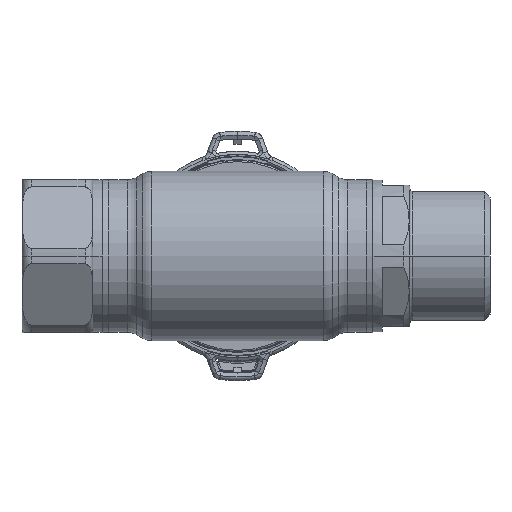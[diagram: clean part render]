
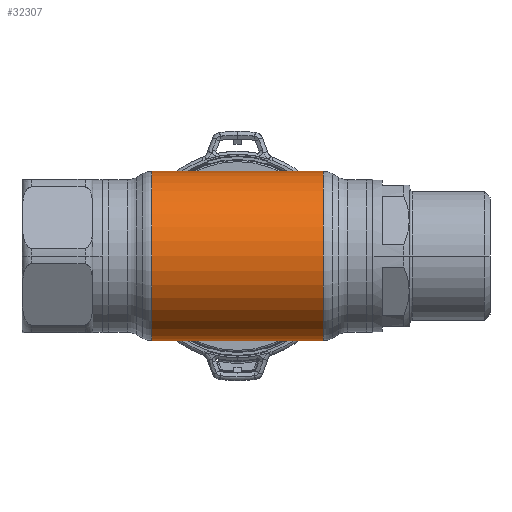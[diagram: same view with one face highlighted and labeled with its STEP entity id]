
A CAD part, front view. The second image highlights one B-rep face of the part: STEP entity #32307.
In plain terms, the highlighted cylindrical face has radius 27.5 mm (diameter 55 mm), a partial arc.
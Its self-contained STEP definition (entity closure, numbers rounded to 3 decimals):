
#68 = VERTEX_POINT ( 'NONE', #29687 ) ;
#438 = CARTESIAN_POINT ( 'NONE',  ( 27.785, 0., 27.5 ) ) ;
#1215 = ORIENTED_EDGE ( 'NONE', *, *, #1538, .T. ) ;
#1538 = EDGE_CURVE ( 'NONE', #31582, #17936, #37953, .T. ) ;
#6201 = CARTESIAN_POINT ( 'NONE',  ( -62.69, 0., 0. ) ) ;
#6484 = CARTESIAN_POINT ( 'NONE',  ( -27.785, 0., 27.5 ) ) ;
#6593 = CYLINDRICAL_SURFACE ( 'NONE', #33330, 27.5 ) ;
#6939 = DIRECTION ( 'NONE',  ( 0., 0., 1. ) ) ;
#8407 = CARTESIAN_POINT ( 'NONE',  ( -62.69, 0., 27.5 ) ) ;
#9627 = EDGE_CURVE ( 'NONE', #29439, #31582, #34481, .T. ) ;
#9857 = EDGE_CURVE ( 'NONE', #68, #17936, #23212, .T. ) ;
#9950 = AXIS2_PLACEMENT_3D ( 'NONE', #17396, #35137, #23144 ) ;
#11963 = ORIENTED_EDGE ( 'NONE', *, *, #9857, .F. ) ;
#14090 = DIRECTION ( 'NONE',  ( -1., 0., 0. ) ) ;
#15086 = CARTESIAN_POINT ( 'NONE',  ( 27.785, 0., -27.5 ) ) ;
#15753 = ORIENTED_EDGE ( 'NONE', *, *, #23112, .F. ) ;
#16126 = ORIENTED_EDGE ( 'NONE', *, *, #9627, .T. ) ;
#16175 = DIRECTION ( 'NONE',  ( -1., 0., 0. ) ) ;
#17396 = CARTESIAN_POINT ( 'NONE',  ( 27.785, 0., 0. ) ) ;
#17831 = FACE_OUTER_BOUND ( 'NONE', #27452, .T. ) ;
#17936 = VERTEX_POINT ( 'NONE', #6484 ) ;
#18226 = DIRECTION ( 'NONE',  ( -1., 0., 0. ) ) ;
#18554 = LINE ( 'NONE', #18960, #36868 ) ;
#18960 = CARTESIAN_POINT ( 'NONE',  ( -62.69, 0., -27.5 ) ) ;
#23112 = EDGE_CURVE ( 'NONE', #29439, #68, #18554, .T. ) ;
#23144 = DIRECTION ( 'NONE',  ( 0., 0., 1. ) ) ;
#23212 = CIRCLE ( 'NONE', #29496, 27.5 ) ;
#24708 = CARTESIAN_POINT ( 'NONE',  ( -27.785, 0., 0. ) ) ;
#25293 = DIRECTION ( 'NONE',  ( -1., 0., 0. ) ) ;
#27452 = EDGE_LOOP ( 'NONE', ( #15753, #16126, #1215, #11963 ) ) ;
#29439 = VERTEX_POINT ( 'NONE', #15086 ) ;
#29496 = AXIS2_PLACEMENT_3D ( 'NONE', #24708, #25293, #6939 ) ;
#29687 = CARTESIAN_POINT ( 'NONE',  ( -27.785, 0., -27.5 ) ) ;
#31582 = VERTEX_POINT ( 'NONE', #438 ) ;
#32307 = ADVANCED_FACE ( 'NONE', ( #17831 ), #6593, .T. ) ;
#33189 = DIRECTION ( 'NONE',  ( 0., 0., 1. ) ) ;
#33330 = AXIS2_PLACEMENT_3D ( 'NONE', #6201, #18226, #33189 ) ;
#34481 = CIRCLE ( 'NONE', #9950, 27.5 ) ;
#35137 = DIRECTION ( 'NONE',  ( -1., 0., 0. ) ) ;
#36410 = VECTOR ( 'NONE', #14090, 1000. ) ;
#36868 = VECTOR ( 'NONE', #16175, 1000. ) ;
#37953 = LINE ( 'NONE', #8407, #36410 ) ;
